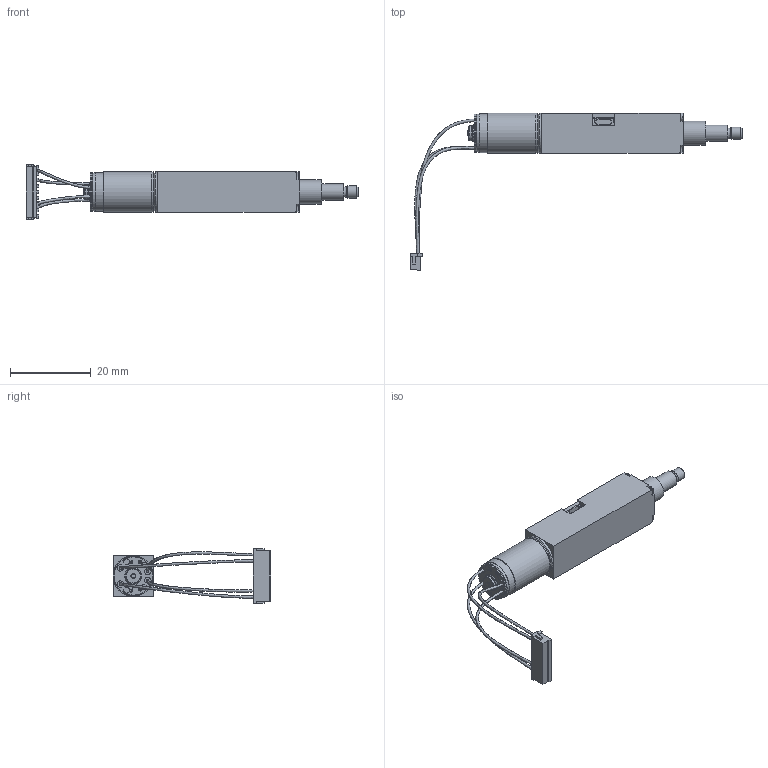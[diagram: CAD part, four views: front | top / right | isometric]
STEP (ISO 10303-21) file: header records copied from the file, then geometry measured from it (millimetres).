
FILE_DESCRIPTION(/* description */ (''),/* implementation_level */ '2;1');
FILE_NAME(/* name */ 'model_product_id227.stp',/* time_stamp */ '2018-11-02T15:51:26+01:00',/* author */ ('SD'),/* organization */ ('Micromotion GmbH Germany'),/* preprocessor_version */ 'ST-DEVELOPER v17.2',/* originating_system */ 'Autodesk Inventor 2019',/* authorisation */ '');
FILE_SCHEMA (('AUTOMOTIVE_DESIGN { 1 0 10303 214 3 1 1 }'));
Length unit declared in the file: millimetre
Products named in the file (1): model_product_id227
Bounding box: 82.25 x 39.1 x 13.5 mm (x, y, z)
Volume: 4655.7 mm3; surface area: 3820.8 mm2
Topology: 2 solids, 6 shells, 1363 faces, 3880 edges, 2564 vertices
Faces by surface type: plane 1241, cylinder 58, bspline 32, cone 21, torus 11
Full cylindrical faces by diameter (mm): 1.2 x2, 2.7 x1, 3 x1, 3.1 x1, 3.7 x1, 4 x3, 4.3 x1, 6 x1, 9.5 x2, 9.65 x1, 9.95 x1, 10 x2
Entity records: 47408 total; most frequent: CARTESIAN_POINT 10268, ORIENTED_EDGE 7752, DIRECTION 6715, EDGE_CURVE 3880, LINE 3529, VECTOR 3529, VERTEX_POINT 2564, AXIS2_PLACEMENT_3D 1593
